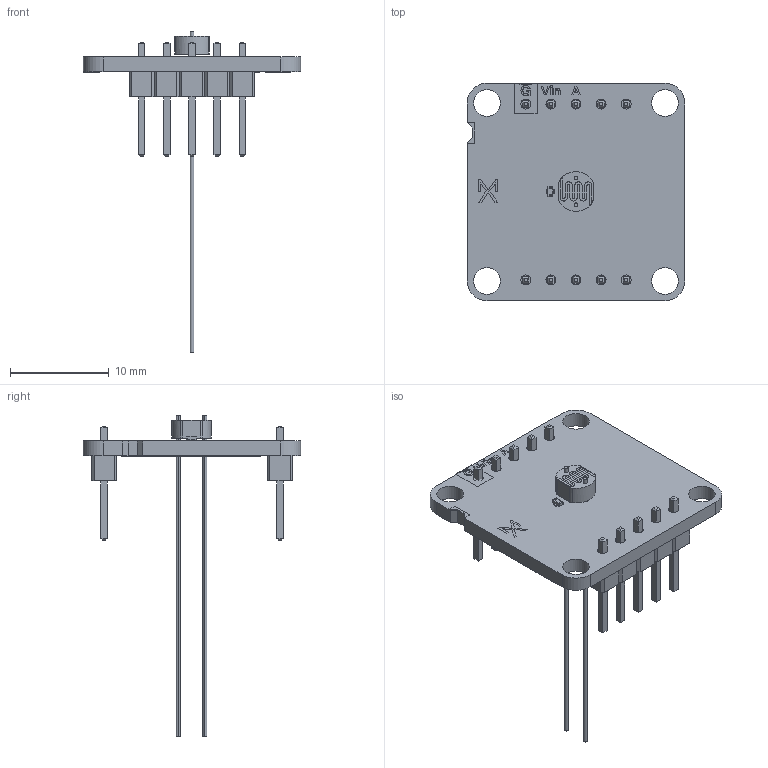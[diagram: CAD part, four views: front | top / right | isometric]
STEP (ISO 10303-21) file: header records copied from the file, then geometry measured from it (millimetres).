
FILE_DESCRIPTION(('KiCad electronic assembly'),'2;1');
FILE_NAME('STP_AX22_0005.step','2025-07-07T17:24:22',('Pcbnew'),('Kicad' ),'Open CASCADE STEP processor 7.8','KiCad to STEP converter', 'Unknown');
FILE_SCHEMA(('AUTOMOTIVE_DESIGN { 1 0 10303 214 1 1 1 1 }'));
Length unit declared in the file: millimetre
Products named in the file (6): STP_AX22_0005 1; LDR_COLOR; PinHeader_1x05_P2.54mm_Vertical; R_0402_1005Metric; AX22_LDR_silkscreen; AX22_LDR_PCB
Assembly tree (6 placements, depth 2):
  STP_AX22_0005 1
    LDR_COLOR
    PinHeader_1x05_P2.54mm_Vertical  x2
    R_0402_1005Metric
    AX22_LDR_silkscreen
    AX22_LDR_PCB
Bounding box: 22 x 22 x 32.5 mm (x, y, z)
Volume: 902.5 mm3; surface area: 1807.4 mm2
Topology: 7 solids, 34 shells, 355 faces, 1518 edges, 1224 vertices
Faces by surface type: plane 303, cylinder 28, bspline 24
Full cylindrical faces by diameter (mm): 0.8 x2, 1 x10, 2.7 x4
Entity records: 13533 total; most frequent: CARTESIAN_POINT 2810, ORIENTED_EDGE 1748, DIRECTION 1704, EDGE_CURVE 1222, VERTEX_POINT 1040, LINE 1012, VECTOR 1012, AXIS2_PLACEMENT_3D 346
